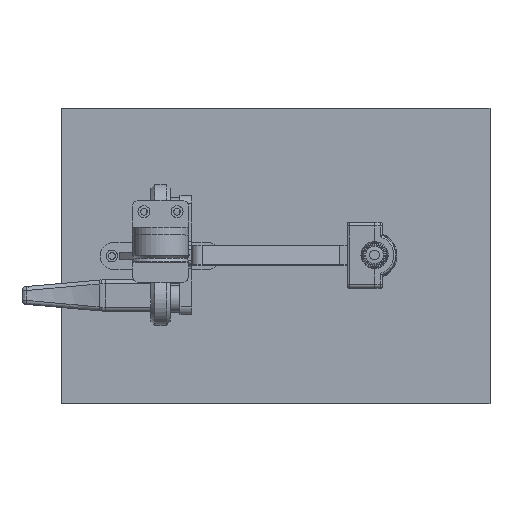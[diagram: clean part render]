
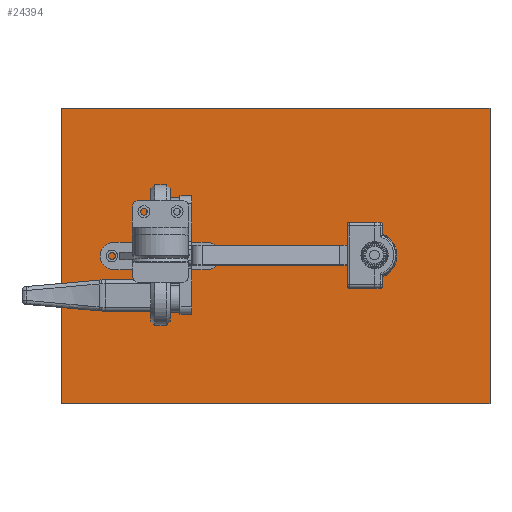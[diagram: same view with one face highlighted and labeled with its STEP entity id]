
A CAD part, top view. The second image highlights one B-rep face of the part: STEP entity #24394.
In plain terms, the highlighted planar face has unit normal (0, 0, 1).
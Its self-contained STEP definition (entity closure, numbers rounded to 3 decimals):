
#1765=PLANE('',#26522);
#2580=FACE_OUTER_BOUND('',#3986,.T.);
#3986=EDGE_LOOP('',(#19006,#19007,#19008,#19009));
#5854=LINE('',#38819,#7611);
#5858=LINE('',#38827,#7615);
#5861=LINE('',#38833,#7618);
#5864=LINE('',#38838,#7621);
#7611=VECTOR('',#31150,10.);
#7615=VECTOR('',#31156,10.);
#7618=VECTOR('',#31161,10.);
#7621=VECTOR('',#31166,10.);
#10821=VERTEX_POINT('',#38817);
#10822=VERTEX_POINT('',#38818);
#10825=VERTEX_POINT('',#38826);
#10827=VERTEX_POINT('',#38832);
#13769=EDGE_CURVE('',#10821,#10822,#5854,.T.);
#13773=EDGE_CURVE('',#10825,#10821,#5858,.T.);
#13776=EDGE_CURVE('',#10827,#10825,#5861,.T.);
#13779=EDGE_CURVE('',#10822,#10827,#5864,.T.);
#19006=ORIENTED_EDGE('',*,*,#13779,.F.);
#19007=ORIENTED_EDGE('',*,*,#13769,.F.);
#19008=ORIENTED_EDGE('',*,*,#13773,.F.);
#19009=ORIENTED_EDGE('',*,*,#13776,.F.);
#24394=ADVANCED_FACE('',(#2580),#1765,.T.);
#26522=AXIS2_PLACEMENT_3D('',#38840,#31168,#31169);
#31150=DIRECTION('',(0.,-1.,0.));
#31156=DIRECTION('',(1.,0.,0.));
#31161=DIRECTION('',(0.,1.,0.));
#31166=DIRECTION('',(-1.,0.,0.));
#31168=DIRECTION('center_axis',(0.,0.,1.));
#31169=DIRECTION('ref_axis',(1.,0.,0.));
#38817=CARTESIAN_POINT('',(169.333,76.,0.));
#38818=CARTESIAN_POINT('',(169.333,-76.,0.));
#38819=CARTESIAN_POINT('',(169.333,76.,0.));
#38826=CARTESIAN_POINT('',(-50.667,76.,0.));
#38827=CARTESIAN_POINT('',(-50.667,76.,0.));
#38832=CARTESIAN_POINT('',(-50.667,-76.,0.));
#38833=CARTESIAN_POINT('',(-50.667,-76.,0.));
#38838=CARTESIAN_POINT('',(169.333,-76.,0.));
#38840=CARTESIAN_POINT('Origin',(59.333,0.,0.));
